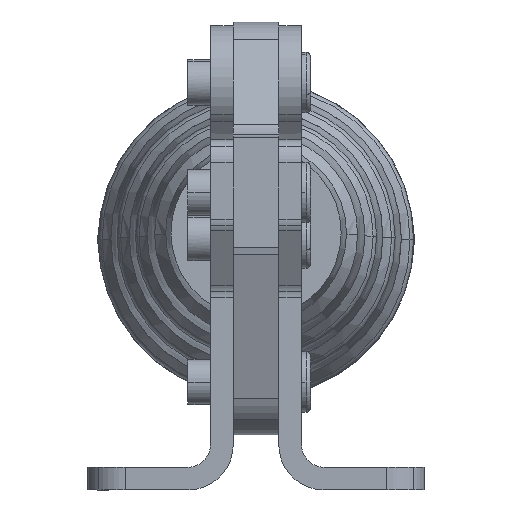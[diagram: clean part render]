
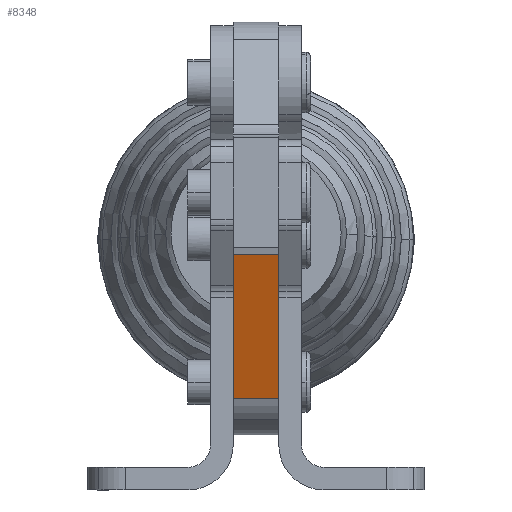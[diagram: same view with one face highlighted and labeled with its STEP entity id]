
A CAD part, left-side view. The second image highlights one B-rep face of the part: STEP entity #8348.
In plain terms, the highlighted planar face has unit normal (-0.95, 0, -0.314).
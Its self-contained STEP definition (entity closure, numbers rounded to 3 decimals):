
#2954=CARTESIAN_POINT('',(81.727,-69.28,-11.718));
#2955=VERTEX_POINT('',#2954);
#3513=CARTESIAN_POINT('',(84.954,-69.28,-21.491));
#3514=VERTEX_POINT('',#3513);
#3522=CARTESIAN_POINT('',(84.954,-63.28,-21.491));
#3523=VERTEX_POINT('',#3522);
#3524=CARTESIAN_POINT('',(84.954,-63.28,-21.491));
#3525=DIRECTION('',(0.,-1.0,0.));
#3526=VECTOR('',#3525,6.);
#3527=LINE('',#3524,#3526);
#3528=EDGE_CURVE('',#3523,#3514,#3527,.T.);
#4729=CARTESIAN_POINT('',(81.727,-63.28,-11.718));
#4730=VERTEX_POINT('',#4729);
#4731=CARTESIAN_POINT('',(84.954,-63.28,-21.491));
#4732=DIRECTION('',(-0.314,0.0,0.95));
#4733=VECTOR('',#4732,10.292);
#4734=LINE('',#4731,#4733);
#4735=EDGE_CURVE('',#3523,#4730,#4734,.T.);
#6701=CARTESIAN_POINT('',(78.683,-69.28,-2.499));
#6702=VERTEX_POINT('',#6701);
#6710=CARTESIAN_POINT('',(79.527,-69.28,-5.056));
#6711=VERTEX_POINT('',#6710);
#6712=CARTESIAN_POINT('',(78.683,-69.28,-2.499));
#6713=DIRECTION('',(0.314,0.0,-0.95));
#6714=VECTOR('',#6713,2.693);
#6715=LINE('',#6712,#6714);
#6716=EDGE_CURVE('',#6702,#6711,#6715,.T.);
#6735=CARTESIAN_POINT('',(81.727,-69.28,-11.718));
#6736=DIRECTION('',(0.314,0.,-0.95));
#6737=VECTOR('',#6736,10.292);
#6738=LINE('',#6735,#6737);
#6739=EDGE_CURVE('',#2955,#3514,#6738,.T.);
#7533=CARTESIAN_POINT('',(79.527,-63.299,-5.056));
#7534=VERTEX_POINT('',#7533);
#7542=CARTESIAN_POINT('',(78.683,-63.299,-2.499));
#7543=VERTEX_POINT('',#7542);
#7544=CARTESIAN_POINT('',(79.527,-63.299,-5.056));
#7545=DIRECTION('',(-0.314,0.,0.95));
#7546=VECTOR('',#7545,2.693);
#7547=LINE('',#7544,#7546);
#7548=EDGE_CURVE('',#7534,#7543,#7547,.T.);
#8203=CARTESIAN_POINT('',(79.527,-63.28,-5.056));
#8204=VERTEX_POINT('',#8203);
#8212=CARTESIAN_POINT('',(79.527,-63.28,-5.056));
#8213=DIRECTION('',(0.0,-1.0,0.));
#8214=VECTOR('',#8213,0.019);
#8215=LINE('',#8212,#8214);
#8216=EDGE_CURVE('',#8204,#7534,#8215,.T.);
#8311=CARTESIAN_POINT('',(81.727,-63.28,-11.718));
#8312=DIRECTION('',(-0.314,0.0,0.95));
#8313=VECTOR('',#8312,7.016);
#8314=LINE('',#8311,#8313);
#8315=EDGE_CURVE('',#4730,#8204,#8314,.T.);
#8322=CARTESIAN_POINT('',(84.954,-63.28,-21.491));
#8323=DIRECTION('',(-0.95,0.,-0.314));
#8324=DIRECTION('',(0.0,-1.0,0.0));
#8325=AXIS2_PLACEMENT_3D('',#8322,#8323,#8324);
#8326=PLANE('',#8325);
#8327=ORIENTED_EDGE('',*,*,#7548,.F.);
#8328=ORIENTED_EDGE('',*,*,#8216,.F.);
#8329=ORIENTED_EDGE('',*,*,#8315,.F.);
#8330=ORIENTED_EDGE('',*,*,#4735,.F.);
#8331=ORIENTED_EDGE('',*,*,#3528,.T.);
#8332=ORIENTED_EDGE('',*,*,#6739,.F.);
#8333=CARTESIAN_POINT('',(79.527,-69.28,-5.056));
#8334=DIRECTION('',(0.314,0.,-0.95));
#8335=VECTOR('',#8334,7.016);
#8336=LINE('',#8333,#8335);
#8337=EDGE_CURVE('',#6711,#2955,#8336,.T.);
#8338=ORIENTED_EDGE('',*,*,#8337,.F.);
#8339=ORIENTED_EDGE('',*,*,#6716,.F.);
#8340=CARTESIAN_POINT('',(78.683,-63.299,-2.499));
#8341=DIRECTION('',(0.,-1.0,0.));
#8342=VECTOR('',#8341,5.981);
#8343=LINE('',#8340,#8342);
#8344=EDGE_CURVE('',#7543,#6702,#8343,.T.);
#8345=ORIENTED_EDGE('',*,*,#8344,.F.);
#8346=EDGE_LOOP('',(#8327,#8328,#8329,#8330,#8331,#8332,#8338,#8339,#8345));
#8347=FACE_OUTER_BOUND('',#8346,.T.);
#8348=ADVANCED_FACE('',(#8347),#8326,.T.);
